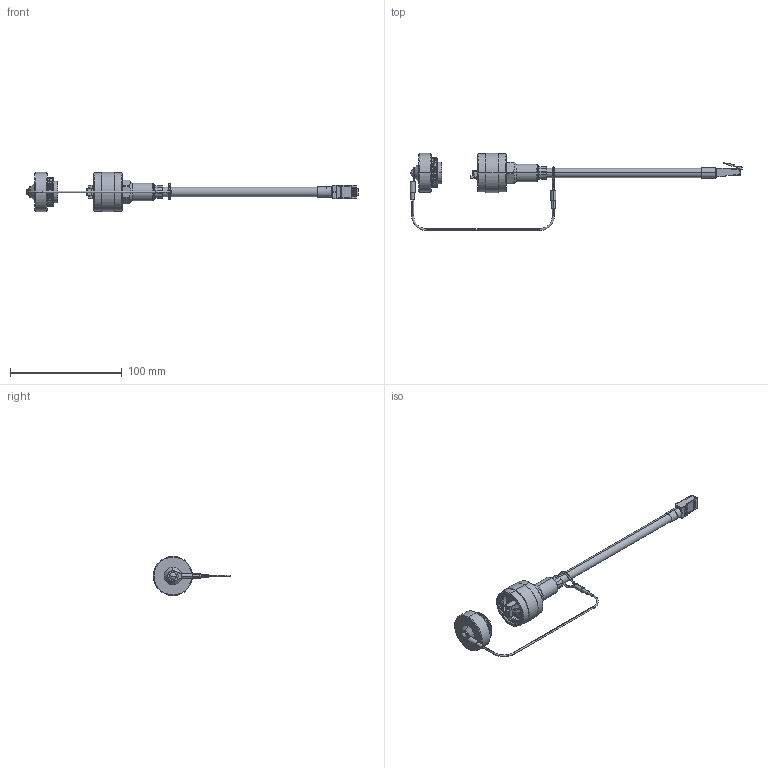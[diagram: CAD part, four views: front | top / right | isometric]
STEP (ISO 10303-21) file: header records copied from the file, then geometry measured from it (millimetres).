
FILE_DESCRIPTION (( 'STEP AP214' ), '1' );
FILE_NAME ('TRG695RG4_3D.STEP', '2021-03-19T12:54:05', ( '' ), ( '' ), 'SwSTEP 2.0', 'SolidWorks 2020', '' );
FILE_SCHEMA (( 'AUTOMOTIVE_DESIGN' ));
Length unit declared in the file: inch
Products named in the file (23): 3AB10-035-MA4; 1AD03-013-MA1; 1AD02-018-MA1; 1AL04-143; 1AD02-018; 3AB10-035; ECRA0213UA0; ECRU4203U00_BEND LANYARD; 3AB10-035-MA1; 3AB10-035-MA2; 3AB10-035-MA5; TDS8PC5-MA3; 1AW01-002_.355" ID; 3AB10-035-MA3; 1AD03-013-MA3; 1AD03-013-MA2; 1AD03-013 tester_crimped; TRG695RG4_3D; 1AD03-013-MA4_crimped strain relief; 3AB10-036; ECSA4219UB0; 3AB10-036-MA4; 1AD02-018-MA2_crimped strain relief
Assembly tree (29 placements, depth 4):
  TRG695RG4_3D
    1AL04-143
    ECSA4219UB0
      ECRA0213UA0
        3AB10-035
        3AB10-035-MA1
        3AB10-035-MA2
        3AB10-035-MA3
        3AB10-035-MA4
        3AB10-035-MA5
      ECRU4203U00_BEND LANYARD
        3AB10-036
        3AB10-036-MA4
      1AD03-013 tester_crimped
        1AD03-013-MA3
        1AD03-013-MA2
        1AD03-013-MA1
        1AD03-013-MA4_crimped strain relief
        TDS8PC5-MA3  x8
    1AD02-018
      1AD02-018-MA2_crimped strain relief
      1AD02-018-MA1
    1AW01-002_.355" ID
Bounding box: 297.51 x 69.33 x 35.15 mm (x, y, z)
Volume: 41625.5 mm3; surface area: 36642.7 mm2
Topology: 28 solids, 28 shells, 1209 faces, 3208 edges, 2032 vertices
Faces by surface type: plane 667, cylinder 399, cone 67, bspline 28, torus 28, sphere 20
Entity records: 41269 total; most frequent: CARTESIAN_POINT 13812, ORIENTED_EDGE 5532, DIRECTION 5337, EDGE_CURVE 2766, AXIS2_PLACEMENT_3D 1795, VERTEX_POINT 1750, VECTOR 1747, LINE 1747
